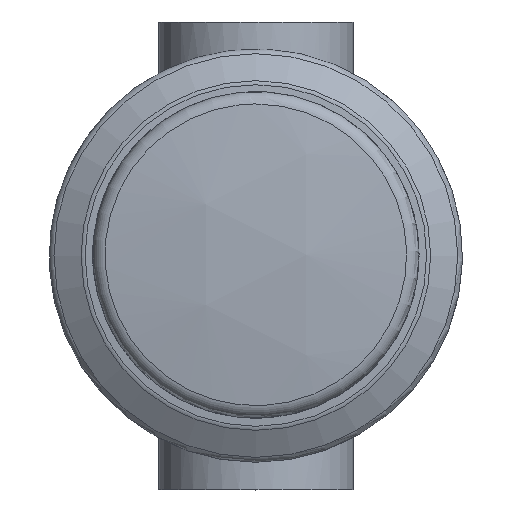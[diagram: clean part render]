
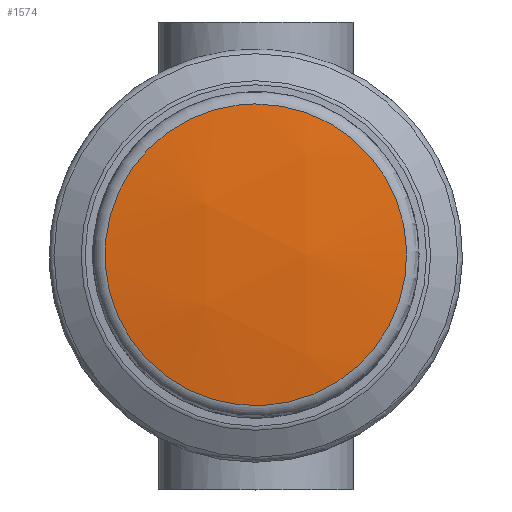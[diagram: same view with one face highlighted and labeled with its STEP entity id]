
A CAD part, top view. The second image highlights one B-rep face of the part: STEP entity #1574.
In plain terms, the highlighted spherical face has radius 99 mm.
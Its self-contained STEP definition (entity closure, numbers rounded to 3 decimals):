
#18=SPHERICAL_SURFACE($,#1757,99.);
#409=FACE_OUTER_BOUND($,#520,.T.);
#520=EDGE_LOOP($,(#1305));
#626=CIRCLE($,#1712,15.485);
#770=VERTEX_POINT($,#2631);
#940=EDGE_CURVE($,#770,#770,#626,.T.);
#1305=ORIENTED_EDGE($,*,*,#940,.F.);
#1574=ADVANCED_FACE($,(#409),#18,.T.);
#1712=AXIS2_PLACEMENT_3D($,#2632,#2068,#2069);
#1757=AXIS2_PLACEMENT_3D($,#2699,#2166,#2167);
#2068=DIRECTION('center_axis',(0.,0.,-1.));
#2069=DIRECTION('ref_axis',(0.,-1.,0.));
#2166=DIRECTION('center_axis',(-1.,0.,0.));
#2167=DIRECTION('ref_axis',(0.,0.,1.));
#2631=CARTESIAN_POINT('',(50.,15.485,73.782));
#2632=CARTESIAN_POINT('Origin',(50.,0.,73.782));
#2699=CARTESIAN_POINT('Origin',(50.,0.,-24.));
